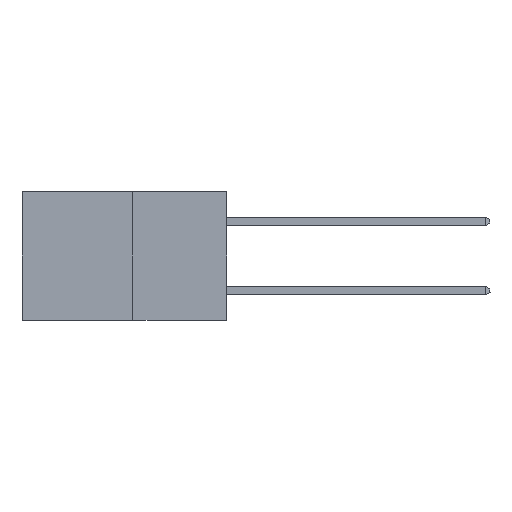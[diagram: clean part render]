
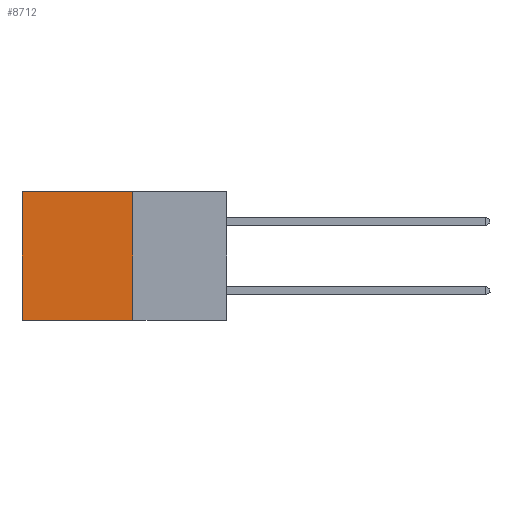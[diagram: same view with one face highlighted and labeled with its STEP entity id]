
A CAD part, left-side view. The second image highlights one B-rep face of the part: STEP entity #8712.
In plain terms, the highlighted planar face has unit normal (-1, 0, 0).
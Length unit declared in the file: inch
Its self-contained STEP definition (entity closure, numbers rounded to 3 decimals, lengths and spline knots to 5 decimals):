
#118 = ORIENTED_EDGE ( 'NONE', *, *, #6000, .F. ) ;
#254 = VERTEX_POINT ( 'NONE', #9774 ) ;
#579 = CARTESIAN_POINT ( 'NONE',  ( 0.277, 0.27, -0.37 ) ) ;
#797 = LINE ( 'NONE', #2746, #6331 ) ;
#1223 = LINE ( 'NONE', #579, #6747 ) ;
#1261 = FACE_OUTER_BOUND ( 'NONE', #13220, .T. ) ;
#1721 = DIRECTION ( 'NONE',  ( 0., 1., 0. ) ) ;
#1728 = LINE ( 'NONE', #4092, #9910 ) ;
#2203 = VERTEX_POINT ( 'NONE', #13066 ) ;
#2434 = ORIENTED_EDGE ( 'NONE', *, *, #11550, .T. ) ;
#2705 = DIRECTION ( 'NONE',  ( 0., 0., -1. ) ) ;
#2746 = CARTESIAN_POINT ( 'NONE',  ( 0.277, 0.27, -0.37 ) ) ;
#3091 = ORIENTED_EDGE ( 'NONE', *, *, #9231, .T. ) ;
#4092 = CARTESIAN_POINT ( 'NONE',  ( 0.277, 0.59, -0.37 ) ) ;
#5072 = DIRECTION ( 'NONE',  ( 0., 1., 0. ) ) ;
#5375 = CARTESIAN_POINT ( 'NONE',  ( 0.277, 0.27, -0.37 ) ) ;
#6000 = EDGE_CURVE ( 'NONE', #7934, #254, #797, .T. ) ;
#6331 = VECTOR ( 'NONE', #2705, 39.37008 ) ;
#6480 = DIRECTION ( 'NONE',  ( 1., 0., 0. ) ) ;
#6747 = VECTOR ( 'NONE', #1721, 39.37008 ) ;
#7499 = DIRECTION ( 'NONE',  ( 0., 0., -1. ) ) ;
#7934 = VERTEX_POINT ( 'NONE', #12816 ) ;
#8338 = ORIENTED_EDGE ( 'NONE', *, *, #12911, .F. ) ;
#8712 = ADVANCED_FACE ( 'NONE', ( #1261 ), #12061, .F. ) ;
#8768 = VECTOR ( 'NONE', #5072, 39.37008 ) ;
#9102 = LINE ( 'NONE', #11798, #8768 ) ;
#9231 = EDGE_CURVE ( 'NONE', #7934, #2203, #9102, .T. ) ;
#9511 = AXIS2_PLACEMENT_3D ( 'NONE', #5375, #6480, #14105 ) ;
#9774 = CARTESIAN_POINT ( 'NONE',  ( 0.277, 0.27, -0.37 ) ) ;
#9910 = VECTOR ( 'NONE', #7499, 39.37008 ) ;
#10001 = CARTESIAN_POINT ( 'NONE',  ( 0.277, 0.59, -0.37 ) ) ;
#11550 = EDGE_CURVE ( 'NONE', #2203, #13119, #1728, .T. ) ;
#11798 = CARTESIAN_POINT ( 'NONE',  ( 0.277, 0.27, 0. ) ) ;
#12061 = PLANE ( 'NONE',  #9511 ) ;
#12816 = CARTESIAN_POINT ( 'NONE',  ( 0.277, 0.27, 0. ) ) ;
#12911 = EDGE_CURVE ( 'NONE', #254, #13119, #1223, .T. ) ;
#13066 = CARTESIAN_POINT ( 'NONE',  ( 0.277, 0.59, 0. ) ) ;
#13119 = VERTEX_POINT ( 'NONE', #10001 ) ;
#13220 = EDGE_LOOP ( 'NONE', ( #2434, #8338, #118, #3091 ) ) ;
#14105 = DIRECTION ( 'NONE',  ( 0., 0., -1. ) ) ;
